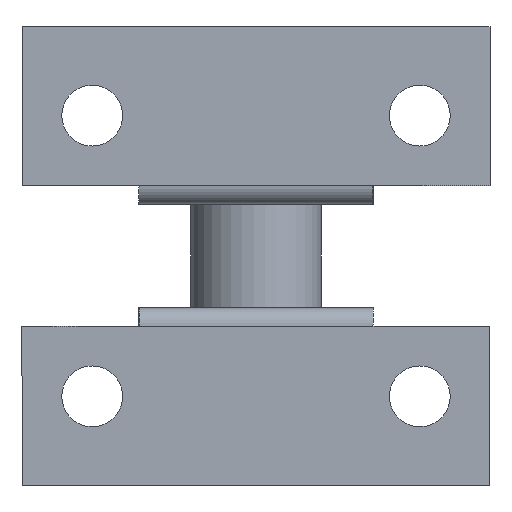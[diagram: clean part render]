
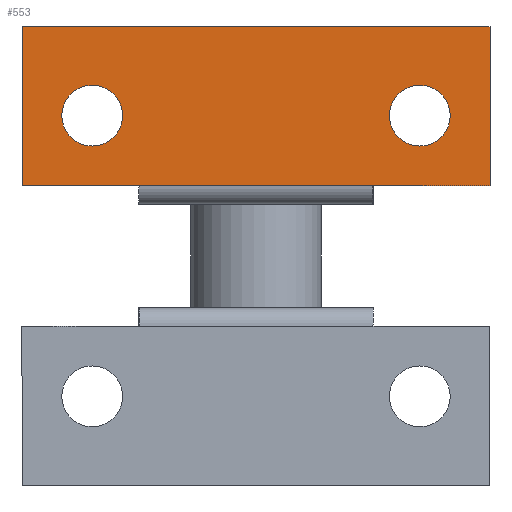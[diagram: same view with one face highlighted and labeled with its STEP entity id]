
A CAD part, left-side view. The second image highlights one B-rep face of the part: STEP entity #553.
In plain terms, the highlighted planar face has unit normal (-1, 0, 0).
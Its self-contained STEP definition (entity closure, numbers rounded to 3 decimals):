
#136=CARTESIAN_POINT('',(0.,0.,16.0));
#137=VERTEX_POINT('',#136);
#145=CARTESIAN_POINT('',(0.,25.,16.));
#146=VERTEX_POINT('',#145);
#147=CARTESIAN_POINT('',(0.,0.,16.));
#148=DIRECTION('',(0.0,1.0,0.0));
#149=VECTOR('',#148,25.);
#150=LINE('',#147,#149);
#151=EDGE_CURVE('',#137,#146,#150,.T.);
#220=CARTESIAN_POINT('',(0.,30.,20.25));
#221=VERTEX_POINT('',#220);
#222=CARTESIAN_POINT('',(0.,30.,23.5));
#223=DIRECTION('',(1.0,0.0,0.0));
#224=DIRECTION('',(0.0,0.0,1.0));
#225=AXIS2_PLACEMENT_3D('',#222,#223,#224);
#226=CIRCLE('',#225,3.25);
#227=EDGE_CURVE('',#221,#221,#226,.T.);
#248=CARTESIAN_POINT('',(0.,-5.,20.25));
#249=VERTEX_POINT('',#248);
#250=CARTESIAN_POINT('',(0.,-5.,23.5));
#251=DIRECTION('',(1.0,0.0,0.0));
#252=DIRECTION('',(0.0,0.0,1.0));
#253=AXIS2_PLACEMENT_3D('',#250,#251,#252);
#254=CIRCLE('',#253,3.25);
#255=EDGE_CURVE('',#249,#249,#254,.T.);
#266=CARTESIAN_POINT('',(0.,37.5,16.));
#267=VERTEX_POINT('',#266);
#268=CARTESIAN_POINT('',(0.,25.,16.));
#269=DIRECTION('',(0.0,1.0,0.0));
#270=VECTOR('',#269,12.5);
#271=LINE('',#268,#270);
#272=EDGE_CURVE('',#146,#267,#271,.T.);
#312=CARTESIAN_POINT('',(0.,-12.5,16.));
#313=VERTEX_POINT('',#312);
#320=CARTESIAN_POINT('',(0.,-12.5,16.));
#321=DIRECTION('',(0.0,1.0,0.0));
#322=VECTOR('',#321,12.5);
#323=LINE('',#320,#322);
#324=EDGE_CURVE('',#313,#137,#323,.T.);
#342=CARTESIAN_POINT('',(0.,-12.5,33.));
#343=VERTEX_POINT('',#342);
#350=CARTESIAN_POINT('',(0.,-12.5,33.));
#351=DIRECTION('',(0.0,0.0,-1.0));
#352=VECTOR('',#351,17.0);
#353=LINE('',#350,#352);
#354=EDGE_CURVE('',#343,#313,#353,.T.);
#373=CARTESIAN_POINT('',(0.,37.5,33.0));
#374=VERTEX_POINT('',#373);
#381=CARTESIAN_POINT('',(0.,37.5,33.0));
#382=DIRECTION('',(0.0,-1.0,0.0));
#383=VECTOR('',#382,50.0);
#384=LINE('',#381,#383);
#385=EDGE_CURVE('',#374,#343,#384,.T.);
#403=CARTESIAN_POINT('',(0.,37.5,16.));
#404=DIRECTION('',(0.0,0.0,1.0));
#405=VECTOR('',#404,17.);
#406=LINE('',#403,#405);
#407=EDGE_CURVE('',#267,#374,#406,.T.);
#534=CARTESIAN_POINT('',(0.,25.,17.0));
#535=DIRECTION('',(-1.0,0.0,0.0));
#536=DIRECTION('',(0.0,0.0,-1.0));
#537=AXIS2_PLACEMENT_3D('',#534,#535,#536);
#538=PLANE('',#537);
#539=ORIENTED_EDGE('',*,*,#151,.F.);
#540=ORIENTED_EDGE('',*,*,#324,.F.);
#541=ORIENTED_EDGE('',*,*,#354,.F.);
#542=ORIENTED_EDGE('',*,*,#385,.F.);
#543=ORIENTED_EDGE('',*,*,#407,.F.);
#544=ORIENTED_EDGE('',*,*,#272,.F.);
#545=EDGE_LOOP('',(#539,#540,#541,#542,#543,#544));
#546=FACE_OUTER_BOUND('',#545,.T.);
#547=ORIENTED_EDGE('',*,*,#227,.T.);
#548=EDGE_LOOP('',(#547));
#549=FACE_BOUND('',#548,.T.);
#550=ORIENTED_EDGE('',*,*,#255,.T.);
#551=EDGE_LOOP('',(#550));
#552=FACE_BOUND('',#551,.T.);
#553=ADVANCED_FACE('',(#546,#549,#552),#538,.T.);
